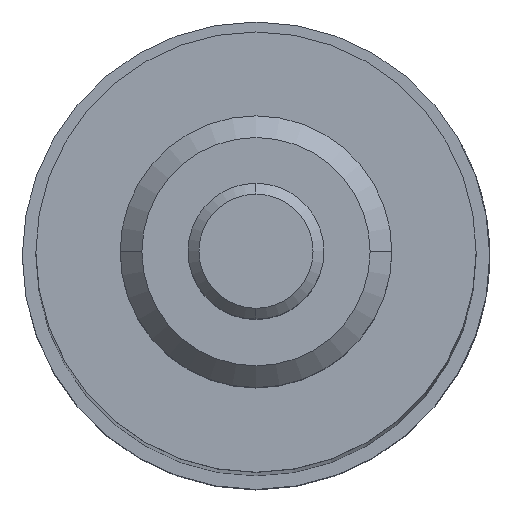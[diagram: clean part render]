
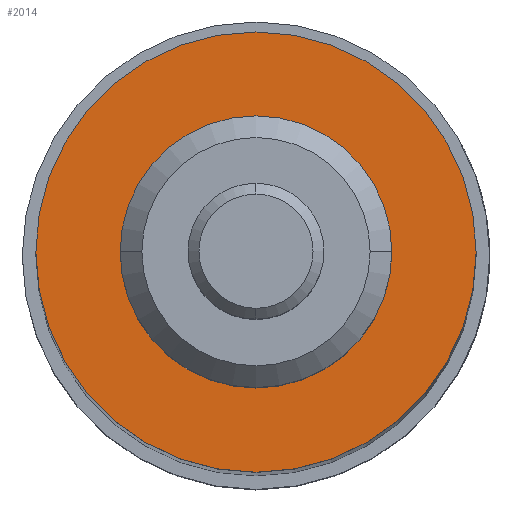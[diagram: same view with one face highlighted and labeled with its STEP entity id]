
A CAD part, top view. The second image highlights one B-rep face of the part: STEP entity #2014.
In plain terms, the highlighted face is planar.
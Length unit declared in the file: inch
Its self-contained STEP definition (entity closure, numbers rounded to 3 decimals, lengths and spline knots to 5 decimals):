
#17 = DIRECTION ( 'NONE',  ( 1., 0., 0. ) ) ;
#62 = FACE_BOUND ( 'NONE', #1708, .T. ) ;
#82 = DIRECTION ( 'NONE',  ( 0., 0., 1. ) ) ;
#137 = CIRCLE ( 'NONE', #337, 0.25 ) ;
#161 = CIRCLE ( 'NONE', #260, 0.25 ) ;
#227 = DIRECTION ( 'NONE',  ( -1., 0., 0. ) ) ;
#250 = CARTESIAN_POINT ( 'NONE',  ( 0.44, 0., 0.25 ) ) ;
#260 = AXIS2_PLACEMENT_3D ( 'NONE', #1976, #901, #2165 ) ;
#326 = EDGE_CURVE ( 'NONE', #729, #2113, #751, .T. ) ;
#337 = AXIS2_PLACEMENT_3D ( 'NONE', #2236, #1147, #82 ) ;
#353 = CARTESIAN_POINT ( 'NONE',  ( 0.44, 0., 0. ) ) ;
#389 = EDGE_CURVE ( 'NONE', #842, #1718, #161, .T. ) ;
#520 = CARTESIAN_POINT ( 'NONE',  ( 0.44, 0., -0.25 ) ) ;
#532 = DIRECTION ( 'NONE',  ( 0., 0., 1. ) ) ;
#583 = EDGE_CURVE ( 'NONE', #1718, #842, #137, .T. ) ;
#729 = VERTEX_POINT ( 'NONE', #1017 ) ;
#751 = CIRCLE ( 'NONE', #1375, 0.405 ) ;
#798 = AXIS2_PLACEMENT_3D ( 'NONE', #1294, #227, #1474 ) ;
#842 = VERTEX_POINT ( 'NONE', #520 ) ;
#901 = DIRECTION ( 'NONE',  ( -1., 0., 0. ) ) ;
#940 = CARTESIAN_POINT ( 'NONE',  ( 0.44, 0., -0.405 ) ) ;
#1017 = CARTESIAN_POINT ( 'NONE',  ( 0.44, 0., 0.405 ) ) ;
#1147 = DIRECTION ( 'NONE',  ( -1., 0., 0. ) ) ;
#1195 = ORIENTED_EDGE ( 'NONE', *, *, #389, .F. ) ;
#1230 = ORIENTED_EDGE ( 'NONE', *, *, #326, .T. ) ;
#1267 = DIRECTION ( 'NONE',  ( 0., 0., -1. ) ) ;
#1294 = CARTESIAN_POINT ( 'NONE',  ( 0.44, 0., 0. ) ) ;
#1348 = EDGE_CURVE ( 'NONE', #2113, #729, #2272, .T. ) ;
#1375 = AXIS2_PLACEMENT_3D ( 'NONE', #353, #1597, #532 ) ;
#1380 = EDGE_LOOP ( 'NONE', ( #1230, #1551 ) ) ;
#1474 = DIRECTION ( 'NONE',  ( 0., 0., 1. ) ) ;
#1551 = ORIENTED_EDGE ( 'NONE', *, *, #1348, .T. ) ;
#1589 = AXIS2_PLACEMENT_3D ( 'NONE', #1984, #17, #1267 ) ;
#1597 = DIRECTION ( 'NONE',  ( -1., 0., 0. ) ) ;
#1624 = PLANE ( 'NONE',  #1589 ) ;
#1708 = EDGE_LOOP ( 'NONE', ( #2059, #1195 ) ) ;
#1718 = VERTEX_POINT ( 'NONE', #250 ) ;
#1976 = CARTESIAN_POINT ( 'NONE',  ( 0.44, 0., 0. ) ) ;
#1984 = CARTESIAN_POINT ( 'NONE',  ( 0.44, 0.405, 0. ) ) ;
#2014 = ADVANCED_FACE ( 'NONE', ( #62, #2321 ), #1624, .F. ) ;
#2059 = ORIENTED_EDGE ( 'NONE', *, *, #583, .F. ) ;
#2113 = VERTEX_POINT ( 'NONE', #940 ) ;
#2165 = DIRECTION ( 'NONE',  ( 0., 0., 1. ) ) ;
#2236 = CARTESIAN_POINT ( 'NONE',  ( 0.44, 0., 0. ) ) ;
#2272 = CIRCLE ( 'NONE', #798, 0.405 ) ;
#2321 = FACE_OUTER_BOUND ( 'NONE', #1380, .T. ) ;
